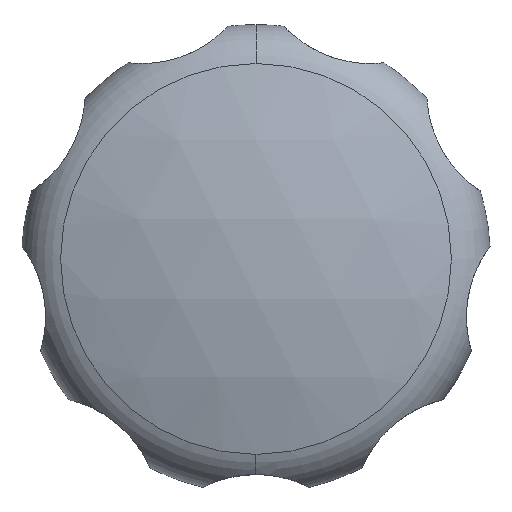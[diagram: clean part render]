
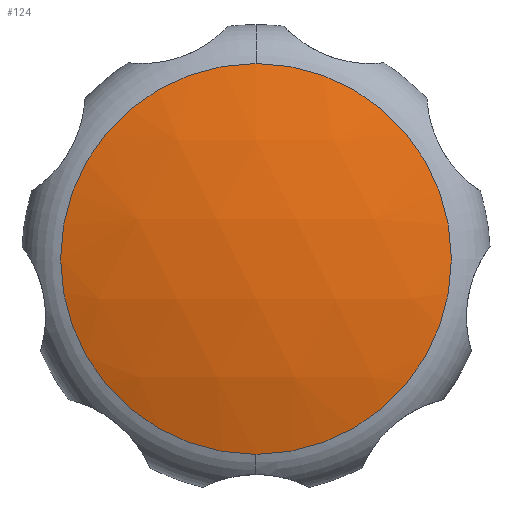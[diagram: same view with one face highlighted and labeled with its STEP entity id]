
A CAD part, top view. The second image highlights one B-rep face of the part: STEP entity #124.
In plain terms, the highlighted spherical face has radius 67.666 mm.
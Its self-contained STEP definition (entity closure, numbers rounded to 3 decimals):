
#124=ADVANCED_FACE('',(#244),#245,.T.);
#244=FACE_OUTER_BOUND('',#355,.T.);
#245=SPHERICAL_SURFACE('',#356,67.666);
#355=EDGE_LOOP('',(#650,#651,#652));
#356=AXIS2_PLACEMENT_3D('',#653,#654,#655);
#650=ORIENTED_EDGE('',*,*,#689,.T.);
#651=ORIENTED_EDGE('',*,*,#769,.T.);
#652=ORIENTED_EDGE('',*,*,#690,.T.);
#653=CARTESIAN_POINT('',(0.0,0.,-33.666));
#654=DIRECTION('',(0.0,-1.0,0.));
#655=DIRECTION('',(1.0,0.0,0.0));
#689=EDGE_CURVE('',#828,#826,#829,.T.);
#690=EDGE_CURVE('',#830,#828,#831,.T.);
#769=EDGE_CURVE('',#826,#830,#935,.T.);
#826=VERTEX_POINT('',#1311);
#828=VERTEX_POINT('',#1313);
#829=CIRCLE('',#1314,20.849);
#830=VERTEX_POINT('',#1315);
#831=CIRCLE('',#1316,20.849);
#935=CIRCLE('',#1553,20.849);
#1311=CARTESIAN_POINT('',(0.,20.849,30.708));
#1313=CARTESIAN_POINT('',(20.849,0.,30.708));
#1314=AXIS2_PLACEMENT_3D('',#1603,#1604,#1605);
#1315=CARTESIAN_POINT('',(0.,-20.849,30.708));
#1316=AXIS2_PLACEMENT_3D('',#1606,#1607,#1608);
#1553=AXIS2_PLACEMENT_3D('',#1707,#1708,#1709);
#1603=CARTESIAN_POINT('',(0.0,0.,30.708));
#1604=DIRECTION('',(-0.0,0.,1.0));
#1605=DIRECTION('',(1.0,0.0,0.0));
#1606=CARTESIAN_POINT('',(0.0,0.,30.708));
#1607=DIRECTION('',(-0.0,0.,1.0));
#1608=DIRECTION('',(1.0,0.0,0.0));
#1707=CARTESIAN_POINT('',(0.0,0.,30.708));
#1708=DIRECTION('',(-0.0,0.,1.0));
#1709=DIRECTION('',(1.0,0.0,0.0));
